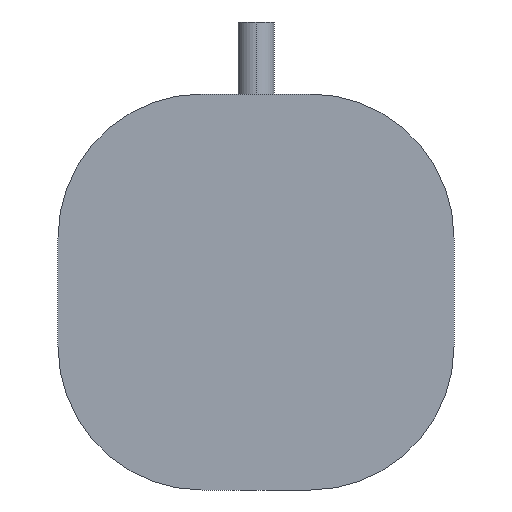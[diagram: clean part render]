
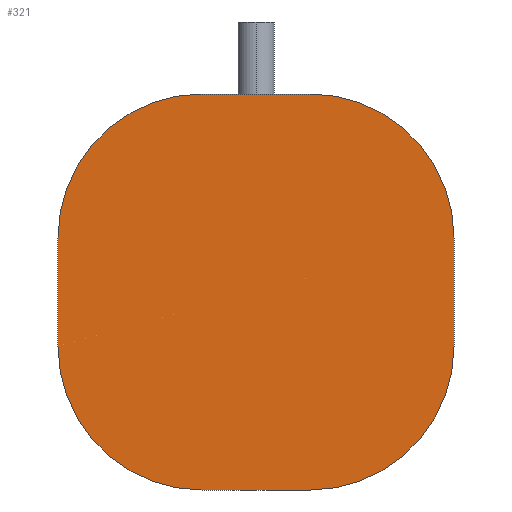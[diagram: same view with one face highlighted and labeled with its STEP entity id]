
A CAD part, left-side view. The second image highlights one B-rep face of the part: STEP entity #321.
In plain terms, the highlighted planar face has unit normal (-1, 0, 0).
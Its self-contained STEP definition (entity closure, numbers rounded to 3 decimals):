
#7 = DIRECTION ( 'NONE',  ( -1., 0., 0. ) ) ;
#8 = VECTOR ( 'NONE', #431, 1000. ) ;
#12 = LINE ( 'NONE', #92, #83 ) ;
#20 = EDGE_CURVE ( 'NONE', #320, #417, #486, .T. ) ;
#22 = LINE ( 'NONE', #182, #8 ) ;
#29 = VERTEX_POINT ( 'NONE', #67 ) ;
#40 = ORIENTED_EDGE ( 'NONE', *, *, #20, .F. ) ;
#45 = CARTESIAN_POINT ( 'NONE',  ( -39.024, -22.46, 20. ) ) ;
#52 = CARTESIAN_POINT ( 'NONE',  ( -39.024, 32.54, 55. ) ) ;
#60 = DIRECTION ( 'NONE',  ( -1., 0., 0. ) ) ;
#67 = CARTESIAN_POINT ( 'NONE',  ( -39.024, -2.46, 55. ) ) ;
#76 = VERTEX_POINT ( 'NONE', #151 ) ;
#83 = VECTOR ( 'NONE', #386, 1000. ) ;
#92 = CARTESIAN_POINT ( 'NONE',  ( -39.024, 32.54, 0. ) ) ;
#97 = EDGE_CURVE ( 'NONE', #320, #29, #494, .T. ) ;
#99 = DIRECTION ( 'NONE',  ( -1., 0., 0. ) ) ;
#123 = DIRECTION ( 'NONE',  ( 0., 0., -1. ) ) ;
#146 = VERTEX_POINT ( 'NONE', #425 ) ;
#151 = CARTESIAN_POINT ( 'NONE',  ( -39.024, 32.54, 35. ) ) ;
#158 = DIRECTION ( 'NONE',  ( 0., 0., -1. ) ) ;
#164 = ORIENTED_EDGE ( 'NONE', *, *, #374, .T. ) ;
#171 = EDGE_CURVE ( 'NONE', #534, #29, #384, .T. ) ;
#175 = CARTESIAN_POINT ( 'NONE',  ( -39.024, -2.46, 35. ) ) ;
#180 = CIRCLE ( 'NONE', #485, 20. ) ;
#182 = CARTESIAN_POINT ( 'NONE',  ( -39.024, 32.54, 55. ) ) ;
#187 = ORIENTED_EDGE ( 'NONE', *, *, #97, .T. ) ;
#211 = DIRECTION ( 'NONE',  ( 1., 0., 0. ) ) ;
#214 = CARTESIAN_POINT ( 'NONE',  ( -39.024, 12.54, 20. ) ) ;
#221 = CARTESIAN_POINT ( 'NONE',  ( -39.024, 12.54, 35. ) ) ;
#222 = DIRECTION ( 'NONE',  ( 0., 0., -1. ) ) ;
#223 = VECTOR ( 'NONE', #366, 1000. ) ;
#260 = AXIS2_PLACEMENT_3D ( 'NONE', #175, #471, #123 ) ;
#262 = CARTESIAN_POINT ( 'NONE',  ( -39.024, -2.46, 0. ) ) ;
#272 = EDGE_CURVE ( 'NONE', #534, #76, #180, .T. ) ;
#286 = ORIENTED_EDGE ( 'NONE', *, *, #483, .T. ) ;
#294 = PLANE ( 'NONE',  #324 ) ;
#320 = VERTEX_POINT ( 'NONE', #339 ) ;
#321 = ADVANCED_FACE ( 'NONE', ( #502 ), #294, .F. ) ;
#324 = AXIS2_PLACEMENT_3D ( 'NONE', #52, #211, #158 ) ;
#327 = DIRECTION ( 'NONE',  ( 0., 0., -1. ) ) ;
#336 = VECTOR ( 'NONE', #513, 1000. ) ;
#339 = CARTESIAN_POINT ( 'NONE',  ( -39.024, -22.46, 35. ) ) ;
#343 = CARTESIAN_POINT ( 'NONE',  ( -39.024, 32.54, 20. ) ) ;
#344 = CARTESIAN_POINT ( 'NONE',  ( -39.024, 32.54, 55. ) ) ;
#356 = VERTEX_POINT ( 'NONE', #343 ) ;
#365 = EDGE_CURVE ( 'NONE', #356, #146, #443, .T. ) ;
#366 = DIRECTION ( 'NONE',  ( 0., 0., -1. ) ) ;
#374 = EDGE_CURVE ( 'NONE', #146, #466, #12, .T. ) ;
#376 = EDGE_LOOP ( 'NONE', ( #164, #487, #40, #187, #524, #445, #286, #532 ) ) ;
#384 = LINE ( 'NONE', #344, #336 ) ;
#386 = DIRECTION ( 'NONE',  ( 0., -1., 0. ) ) ;
#390 = CARTESIAN_POINT ( 'NONE',  ( -39.024, -2.46, 20. ) ) ;
#417 = VERTEX_POINT ( 'NONE', #45 ) ;
#425 = CARTESIAN_POINT ( 'NONE',  ( -39.024, 12.54, 0. ) ) ;
#431 = DIRECTION ( 'NONE',  ( 0., 0., -1. ) ) ;
#432 = DIRECTION ( 'NONE',  ( 0., 0., -1. ) ) ;
#436 = CARTESIAN_POINT ( 'NONE',  ( -39.024, 12.54, 55. ) ) ;
#443 = CIRCLE ( 'NONE', #453, 20. ) ;
#445 = ORIENTED_EDGE ( 'NONE', *, *, #272, .T. ) ;
#453 = AXIS2_PLACEMENT_3D ( 'NONE', #214, #7, #327 ) ;
#466 = VERTEX_POINT ( 'NONE', #262 ) ;
#470 = AXIS2_PLACEMENT_3D ( 'NONE', #390, #99, #222 ) ;
#471 = DIRECTION ( 'NONE',  ( -1., 0., 0. ) ) ;
#478 = CIRCLE ( 'NONE', #470, 20. ) ;
#483 = EDGE_CURVE ( 'NONE', #76, #356, #22, .T. ) ;
#485 = AXIS2_PLACEMENT_3D ( 'NONE', #221, #60, #432 ) ;
#486 = LINE ( 'NONE', #526, #223 ) ;
#487 = ORIENTED_EDGE ( 'NONE', *, *, #520, .T. ) ;
#494 = CIRCLE ( 'NONE', #260, 20. ) ;
#502 = FACE_OUTER_BOUND ( 'NONE', #376, .T. ) ;
#513 = DIRECTION ( 'NONE',  ( 0., -1., 0. ) ) ;
#520 = EDGE_CURVE ( 'NONE', #466, #417, #478, .T. ) ;
#524 = ORIENTED_EDGE ( 'NONE', *, *, #171, .F. ) ;
#526 = CARTESIAN_POINT ( 'NONE',  ( -39.024, -22.46, 55. ) ) ;
#532 = ORIENTED_EDGE ( 'NONE', *, *, #365, .T. ) ;
#534 = VERTEX_POINT ( 'NONE', #436 ) ;
